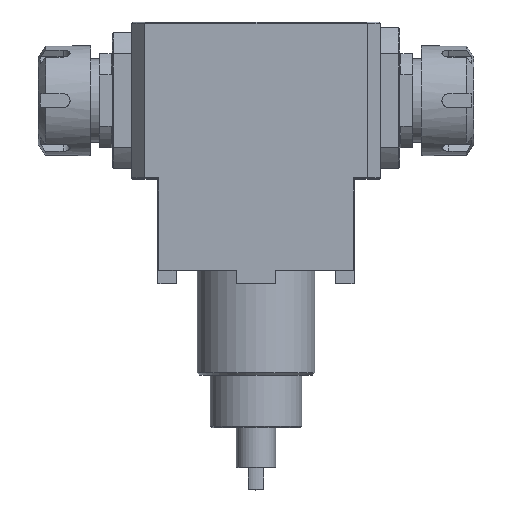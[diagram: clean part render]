
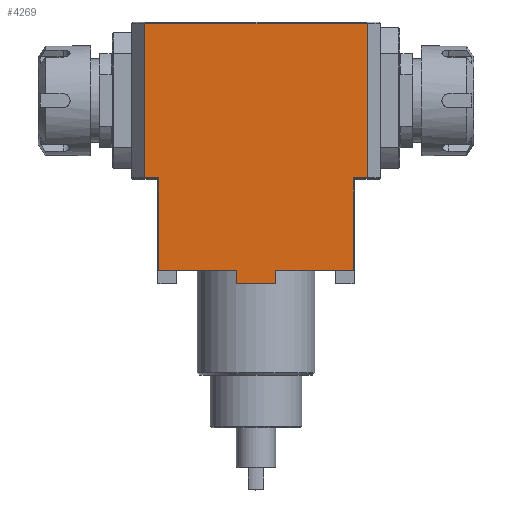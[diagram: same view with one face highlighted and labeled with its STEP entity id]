
A CAD part, top view. The second image highlights one B-rep face of the part: STEP entity #4269.
In plain terms, the highlighted planar face has unit normal (0, 0, 1).
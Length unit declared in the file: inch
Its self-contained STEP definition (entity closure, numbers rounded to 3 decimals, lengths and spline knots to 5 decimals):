
#332=LINE('',#6739,#708);
#336=LINE('',#6747,#712);
#402=LINE('',#6984,#778);
#406=LINE('',#6991,#782);
#408=LINE('',#6998,#784);
#409=LINE('',#7000,#785);
#410=LINE('',#7002,#786);
#411=LINE('',#7004,#787);
#412=LINE('',#7006,#788);
#413=LINE('',#7008,#789);
#414=LINE('',#7010,#790);
#415=LINE('',#7012,#791);
#416=LINE('',#7013,#792);
#417=LINE('',#7015,#793);
#418=LINE('',#7017,#794);
#419=LINE('',#7018,#795);
#708=VECTOR('',#5145,0.3937);
#712=VECTOR('',#5149,0.3937);
#778=VECTOR('',#5367,0.3937);
#782=VECTOR('',#5375,0.3937);
#784=VECTOR('',#5383,0.3937);
#785=VECTOR('',#5384,0.3937);
#786=VECTOR('',#5385,0.3937);
#787=VECTOR('',#5386,0.3937);
#788=VECTOR('',#5387,0.3937);
#789=VECTOR('',#5388,0.3937);
#790=VECTOR('',#5389,0.3937);
#791=VECTOR('',#5390,0.3937);
#792=VECTOR('',#5391,0.3937);
#793=VECTOR('',#5392,0.3937);
#794=VECTOR('',#5393,0.3937);
#795=VECTOR('',#5394,0.3937);
#1097=FACE_OUTER_BOUND('',#1361,.T.);
#1361=EDGE_LOOP('',(#3240,#3241,#3242,#3243,#3244,#3245,#3246,#3247,#3248,
#3249,#3250,#3251,#3252,#3253,#3254,#3255));
#1787=VERTEX_POINT('',#6736);
#1788=VERTEX_POINT('',#6738);
#1791=VERTEX_POINT('',#6744);
#1792=VERTEX_POINT('',#6746);
#1870=VERTEX_POINT('',#6981);
#1871=VERTEX_POINT('',#6983);
#1874=VERTEX_POINT('',#6997);
#1875=VERTEX_POINT('',#6999);
#1876=VERTEX_POINT('',#7001);
#1877=VERTEX_POINT('',#7003);
#1878=VERTEX_POINT('',#7005);
#1879=VERTEX_POINT('',#7007);
#1880=VERTEX_POINT('',#7009);
#1881=VERTEX_POINT('',#7011);
#1882=VERTEX_POINT('',#7014);
#1883=VERTEX_POINT('',#7016);
#2247=EDGE_CURVE('',#1788,#1787,#332,.T.);
#2251=EDGE_CURVE('',#1792,#1791,#336,.T.);
#2361=EDGE_CURVE('',#1870,#1871,#402,.T.);
#2365=EDGE_CURVE('',#1871,#1787,#406,.T.);
#2368=EDGE_CURVE('',#1870,#1874,#408,.T.);
#2369=EDGE_CURVE('',#1875,#1874,#409,.T.);
#2370=EDGE_CURVE('',#1875,#1876,#410,.T.);
#2371=EDGE_CURVE('',#1877,#1876,#411,.T.);
#2372=EDGE_CURVE('',#1878,#1877,#412,.T.);
#2373=EDGE_CURVE('',#1879,#1878,#413,.T.);
#2374=EDGE_CURVE('',#1879,#1880,#414,.T.);
#2375=EDGE_CURVE('',#1881,#1880,#415,.T.);
#2376=EDGE_CURVE('',#1792,#1881,#416,.T.);
#2377=EDGE_CURVE('',#1791,#1882,#417,.T.);
#2378=EDGE_CURVE('',#1883,#1882,#418,.T.);
#2379=EDGE_CURVE('',#1788,#1883,#419,.T.);
#3240=ORIENTED_EDGE('',*,*,#2365,.F.);
#3241=ORIENTED_EDGE('',*,*,#2361,.F.);
#3242=ORIENTED_EDGE('',*,*,#2368,.T.);
#3243=ORIENTED_EDGE('',*,*,#2369,.F.);
#3244=ORIENTED_EDGE('',*,*,#2370,.T.);
#3245=ORIENTED_EDGE('',*,*,#2371,.F.);
#3246=ORIENTED_EDGE('',*,*,#2372,.F.);
#3247=ORIENTED_EDGE('',*,*,#2373,.F.);
#3248=ORIENTED_EDGE('',*,*,#2374,.T.);
#3249=ORIENTED_EDGE('',*,*,#2375,.F.);
#3250=ORIENTED_EDGE('',*,*,#2376,.F.);
#3251=ORIENTED_EDGE('',*,*,#2251,.T.);
#3252=ORIENTED_EDGE('',*,*,#2377,.T.);
#3253=ORIENTED_EDGE('',*,*,#2378,.F.);
#3254=ORIENTED_EDGE('',*,*,#2379,.F.);
#3255=ORIENTED_EDGE('',*,*,#2247,.T.);
#4056=PLANE('',#4620);
#4269=ADVANCED_FACE('',(#1097),#4056,.T.);
#4620=AXIS2_PLACEMENT_3D('',#6996,#5381,#5382);
#5145=DIRECTION('',(1.,0.,0.));
#5149=DIRECTION('',(1.,0.,0.));
#5367=DIRECTION('',(-1.,0.,0.));
#5375=DIRECTION('',(0.,-1.,0.));
#5381=DIRECTION('center_axis',(0.,0.,1.));
#5382=DIRECTION('ref_axis',(1.,0.,0.));
#5383=DIRECTION('',(0.,1.,0.));
#5384=DIRECTION('',(1.,0.,0.));
#5385=DIRECTION('',(0.,1.,0.));
#5386=DIRECTION('',(1.,0.,0.));
#5387=DIRECTION('',(0.,1.,0.));
#5388=DIRECTION('',(1.,0.,0.));
#5389=DIRECTION('',(0.,-1.,0.));
#5390=DIRECTION('',(-1.,0.,0.));
#5391=DIRECTION('',(0.,1.,0.));
#5392=DIRECTION('',(0.,-1.,0.));
#5393=DIRECTION('',(-1.,0.,0.));
#5394=DIRECTION('',(0.,-1.,0.));
#6736=CARTESIAN_POINT('',(1.46138,0.,1.47638));
#6738=CARTESIAN_POINT('',(0.29528,0.,1.47638));
#6739=CARTESIAN_POINT('',(-1.47638,0.,1.47638));
#6744=CARTESIAN_POINT('',(-0.29528,0.,1.47638));
#6746=CARTESIAN_POINT('',(-1.46138,0.,1.47638));
#6747=CARTESIAN_POINT('',(-1.47638,0.,1.47638));
#6981=CARTESIAN_POINT('',(1.679,1.39295,1.47638));
#6983=CARTESIAN_POINT('',(1.46138,1.39295,1.47638));
#6984=CARTESIAN_POINT('',(-0.73819,1.39295,1.47638));
#6991=CARTESIAN_POINT('',(1.46138,0.,1.47638));
#6996=CARTESIAN_POINT('Origin',(-1.47638,0.,1.47638));
#6997=CARTESIAN_POINT('',(1.679,3.71995,1.47638));
#6998=CARTESIAN_POINT('',(1.679,1.87008,1.47638));
#6999=CARTESIAN_POINT('',(1.47638,3.71995,1.47638));
#7000=CARTESIAN_POINT('',(-0.73819,3.71995,1.47638));
#7001=CARTESIAN_POINT('',(1.47638,3.72016,1.47638));
#7002=CARTESIAN_POINT('',(1.47638,0.,1.47638));
#7003=CARTESIAN_POINT('',(-1.47638,3.72016,1.47638));
#7004=CARTESIAN_POINT('',(-0.73819,3.72016,1.47638));
#7005=CARTESIAN_POINT('',(-1.47638,3.71995,1.47638));
#7006=CARTESIAN_POINT('',(-1.47638,0.,1.47638));
#7007=CARTESIAN_POINT('',(-1.679,3.71995,1.47638));
#7008=CARTESIAN_POINT('',(-0.73819,3.71995,1.47638));
#7009=CARTESIAN_POINT('',(-1.679,1.39295,1.47638));
#7010=CARTESIAN_POINT('',(-1.679,1.87008,1.47638));
#7011=CARTESIAN_POINT('',(-1.46138,1.39295,1.47638));
#7012=CARTESIAN_POINT('',(-0.73819,1.39295,1.47638));
#7013=CARTESIAN_POINT('',(-1.46138,0.,1.47638));
#7014=CARTESIAN_POINT('',(-0.29528,-0.198,1.47638));
#7015=CARTESIAN_POINT('',(-0.29528,0.,1.47638));
#7016=CARTESIAN_POINT('',(0.29528,-0.198,1.47638));
#7017=CARTESIAN_POINT('',(-1.47638,-0.198,1.47638));
#7018=CARTESIAN_POINT('',(0.29528,0.,1.47638));
